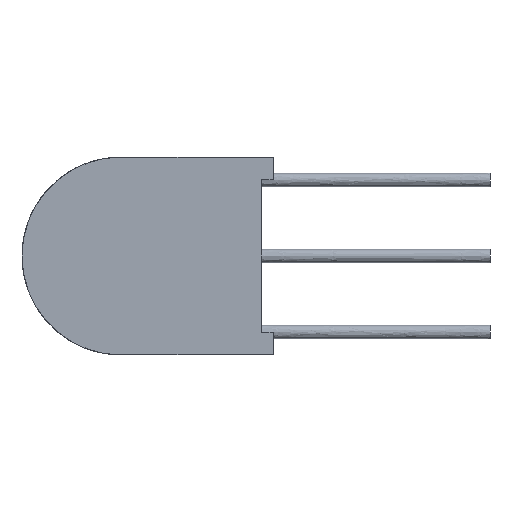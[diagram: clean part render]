
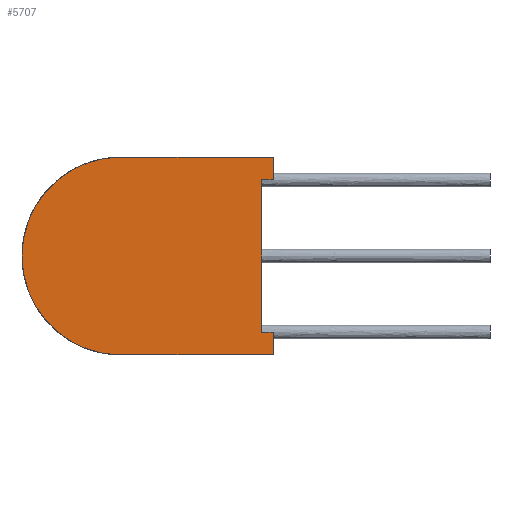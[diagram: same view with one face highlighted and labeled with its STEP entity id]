
A CAD part, front view. The second image highlights one B-rep face of the part: STEP entity #5707.
In plain terms, the highlighted free-form (B-spline) face has degree [1, 1] with [2, 2] control points.
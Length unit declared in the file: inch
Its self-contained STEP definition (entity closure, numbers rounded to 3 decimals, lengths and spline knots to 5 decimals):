
#246=DIRECTION('',(-1.,0.,0.));
#247=VECTOR('',#246,0.2);
#248=CARTESIAN_POINT('',(0.1,-0.185,0.205));
#249=LINE('',#248,#247);
#253=DIRECTION('',(0.,-1.,0.));
#254=VECTOR('',#253,0.015);
#255=CARTESIAN_POINT('',(-0.1,-0.185,0.205));
#256=LINE('',#255,#254);
#260=DIRECTION('',(-1.,0.,0.));
#261=VECTOR('',#260,0.03);
#262=CARTESIAN_POINT('',(-0.1,-0.2,0.205));
#263=LINE('',#262,#261);
#267=DIRECTION('',(0.,1.,0.));
#268=VECTOR('',#267,0.2);
#269=CARTESIAN_POINT('',(-0.13,-0.2,0.205));
#270=LINE('',#269,#268);
#274=CARTESIAN_POINT('',(0.,0.,0.205));
#275=DIRECTION('',(0.,0.,1.));
#276=DIRECTION('',(1.,0.,0.));
#277=AXIS2_PLACEMENT_3D('',#274,#275,#276);
#282=DIRECTION('',(0.,-1.,0.));
#283=VECTOR('',#282,0.2);
#284=CARTESIAN_POINT('',(0.13,0.,0.205));
#285=LINE('',#284,#283);
#289=DIRECTION('',(-1.,0.,0.));
#290=VECTOR('',#289,0.03);
#291=CARTESIAN_POINT('',(0.13,-0.2,0.205));
#292=LINE('',#291,#290);
#296=DIRECTION('',(0.,-1.,0.));
#297=VECTOR('',#296,0.015);
#298=CARTESIAN_POINT('',(0.1,-0.185,0.205));
#299=LINE('',#298,#297);
#5046=CARTESIAN_POINT('',(0.13,0.,0.205));
#5047=CARTESIAN_POINT('',(0.13,-0.2,0.205));
#5048=VERTEX_POINT('',#5046);
#5049=VERTEX_POINT('',#5047);
#5050=CARTESIAN_POINT('',(-0.13,-0.2,0.205));
#5051=CARTESIAN_POINT('',(-0.13,0.,0.205));
#5052=VERTEX_POINT('',#5050);
#5053=VERTEX_POINT('',#5051);
#5078=CARTESIAN_POINT('',(0.1,-0.185,0.205));
#5079=CARTESIAN_POINT('',(-0.1,-0.185,0.205));
#5080=VERTEX_POINT('',#5078);
#5081=VERTEX_POINT('',#5079);
#5082=CARTESIAN_POINT('',(0.1,-0.2,0.205));
#5083=VERTEX_POINT('',#5082);
#5084=CARTESIAN_POINT('',(-0.1,-0.2,0.205));
#5085=VERTEX_POINT('',#5084);
#5685=CARTESIAN_POINT('',(0.1352,0.1366,0.205));
#5686=CARTESIAN_POINT('',(-0.1352,0.1366,0.205));
#5687=CARTESIAN_POINT('',(0.1352,-0.2066,0.205));
#5688=CARTESIAN_POINT('',(-0.1352,-0.2066,0.205));
#5689=B_SPLINE_SURFACE_WITH_KNOTS('',1,1,((#5685,#5686),(#5687,#5688)),
.UNSPECIFIED.,.F.,.F.,.F.,(2,2),(2,2),(-0.2366,0.1066),(-0.1352,0.1352),
.UNSPECIFIED.);
#5690=ORIENTED_EDGE('',*,*,#5609,.T.);
#5692=ORIENTED_EDGE('',*,*,#5691,.T.);
#5694=ORIENTED_EDGE('',*,*,#5693,.T.);
#5696=ORIENTED_EDGE('',*,*,#5695,.T.);
#5698=ORIENTED_EDGE('',*,*,#5697,.F.);
#5700=ORIENTED_EDGE('',*,*,#5699,.T.);
#5702=ORIENTED_EDGE('',*,*,#5701,.T.);
#5704=ORIENTED_EDGE('',*,*,#5703,.F.);
#5705=EDGE_LOOP('',(#5690,#5692,#5694,#5696,#5698,#5700,#5702,#5704));
#5706=FACE_OUTER_BOUND('',#5705,.F.);
#5707=ADVANCED_FACE('',(#5706),#5689,.F.);
#278=CIRCLE('',#277,0.13);
#5609=EDGE_CURVE('',#5080,#5081,#249,.T.);
#5691=EDGE_CURVE('',#5081,#5085,#256,.T.);
#5693=EDGE_CURVE('',#5085,#5052,#263,.T.);
#5695=EDGE_CURVE('',#5052,#5053,#270,.T.);
#5697=EDGE_CURVE('',#5048,#5053,#278,.T.);
#5699=EDGE_CURVE('',#5048,#5049,#285,.T.);
#5701=EDGE_CURVE('',#5049,#5083,#292,.T.);
#5703=EDGE_CURVE('',#5080,#5083,#299,.T.);
